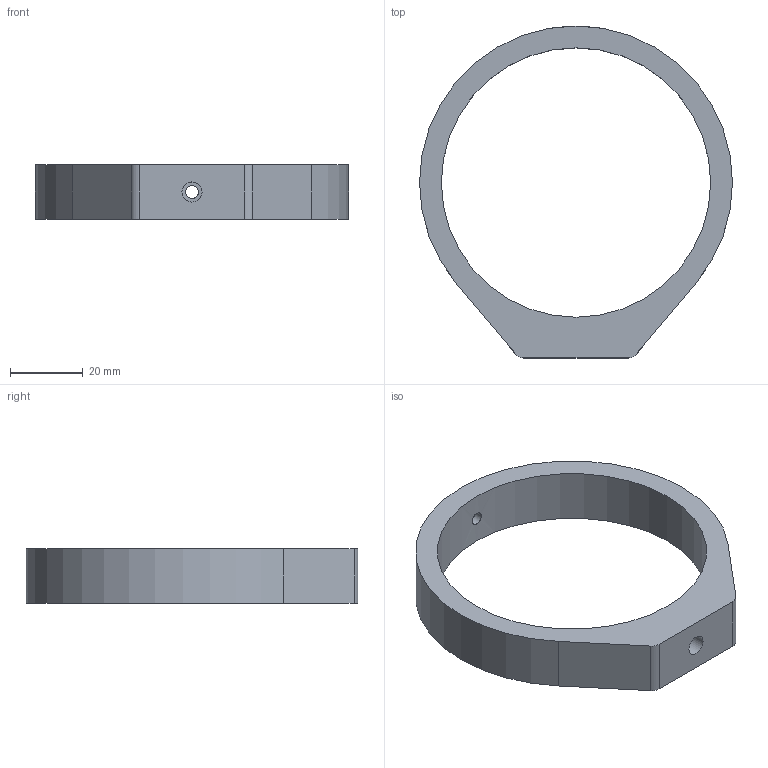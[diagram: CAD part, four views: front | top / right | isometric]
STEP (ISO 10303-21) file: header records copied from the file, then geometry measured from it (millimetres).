
FILE_DESCRIPTION (( 'STEP AP203' ), '1' );
FILE_NAME ('GCM-070603M-J0001A.STEP', '2018-08-21T02:27:25', ( 'User' ), ( 'china' ), 'SwSTEP 2.0', 'SolidWorks 2015', '' );
FILE_SCHEMA (( 'CONFIG_CONTROL_DESIGN' ));
Length unit declared in the file: millimetre
Products named in the file (1): GCM-070603M-J0001A
Bounding box: 86 x 91.18 x 15 mm (x, y, z)
Volume: 26730.5 mm3; surface area: 11485.1 mm2
Topology: 1 solids, 1 shells, 11 faces, 27 edges, 18 vertices
Faces by surface type: cylinder 6, plane 5
Full cylindrical faces by diameter (mm): 3.5 x1, 5.5 x1, 74 x1
Entity records: 563 total; most frequent: CARTESIAN_POINT 219, DIRECTION 54, ORIENTED_EDGE 48, EDGE_CURVE 24, AXIS2_PLACEMENT_3D 21, EDGE_LOOP 20, VERTEX_POINT 18, FACE_OUTER_BOUND 14
